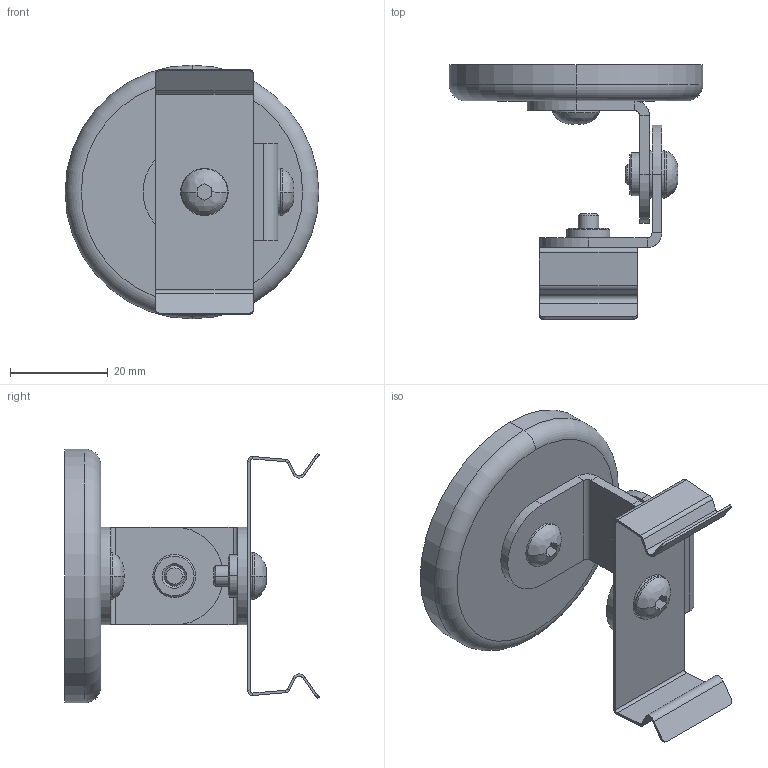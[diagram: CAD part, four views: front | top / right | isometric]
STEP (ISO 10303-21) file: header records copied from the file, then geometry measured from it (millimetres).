
FILE_DESCRIPTION((''),'2;1');
FILE_NAME('244226_SM01_ASM','2024-11-12T10:40:58',('banengservice'),('BANNER ENGINEERING'),'CREO PARAMETRIC BY PTC INC, 2022414','CREO PARAMETRIC BY PTC INC, 2022414','');
FILE_SCHEMA(('CONFIG_CONTROL_DESIGN'));
Length unit declared in the file: millimetre
Products named in the file (5): 244226_EP01; 244226_EP02; 244226_EP03; 244226_EP04; 244226_SM01_ASM
Assembly tree (4 placements, depth 2):
  244226_SM01_ASM
    244226_EP01
    244226_EP02
    244226_EP03
    244226_EP04
Bounding box: 51.82 x 51.96 x 51.82 mm (x, y, z)
Volume: 17301.3 mm3; surface area: 15798.1 mm2
Topology: 6 solids, 6 shells, 521 faces, 1350 edges, 850 vertices
Faces by surface type: cylinder 266, plane 217, cone 26, torus 6, bspline 6
Entity records: 17612 total; most frequent: CARTESIAN_POINT 4939, ORIENTED_EDGE 2700, DIRECTION 2554, EDGE_CURVE 1350, AXIS2_PLACEMENT_3D 966, VERTEX_POINT 850, VECTOR 622, LINE 622
